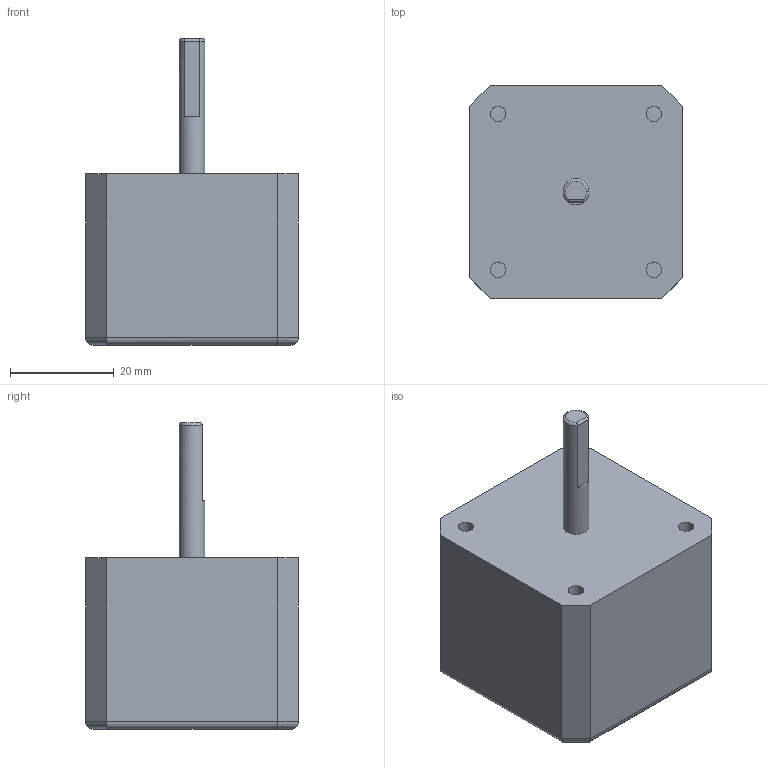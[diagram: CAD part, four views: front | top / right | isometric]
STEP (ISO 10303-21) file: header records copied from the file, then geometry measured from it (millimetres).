
FILE_DESCRIPTION(('FreeCAD Model'),'2;1');
FILE_NAME('Open CASCADE Shape Model','2024-08-10T17:26:55',(''),(''), 'Open CASCADE STEP processor 7.6','FreeCAD','Unknown');
FILE_SCHEMA(('AUTOMOTIVE_DESIGN { 1 0 10303 214 1 1 1 1 }'));
Length unit declared in the file: millimetre
Products named in the file (1): Fillet001
Bounding box: 41 x 41 x 59 mm (x, y, z)
Volume: 54696.4 mm3; surface area: 8890.3 mm2
Topology: 1 solids, 1 shells, 35 faces, 69 edges, 41 vertices
Faces by surface type: plane 17, cylinder 14, torus 2, bspline 2
Full cylindrical faces by diameter (mm): 3 x4, 5 x1
Entity records: 1074 total; most frequent: CARTESIAN_POINT 326, DIRECTION 156, ORIENTED_EDGE 138, EDGE_CURVE 69, AXIS2_PLACEMENT_3D 57, LINE 42, VECTOR 42, VERTEX_POINT 41
